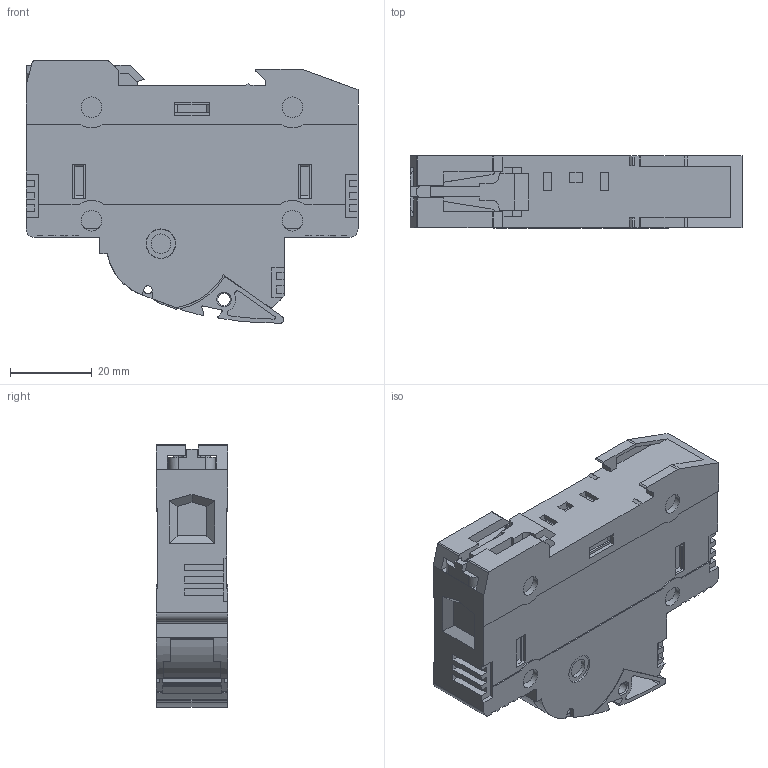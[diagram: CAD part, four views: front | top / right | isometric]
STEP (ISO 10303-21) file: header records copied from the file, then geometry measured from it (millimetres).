
FILE_DESCRIPTION (( 'STEP AP214' ), '1' );
FILE_NAME ('1ð.STEP', '2025-01-16T11:32:13', ( '' ), ( '' ), 'SwSTEP 2.0', 'SolidWorks 2022', '' );
FILE_SCHEMA (( 'AUTOMOTIVE_DESIGN' ));
Length unit declared in the file: millimetre
Products named in the file (1): 1р
Bounding box: 81 x 17.5 x 63.97 mm (x, y, z)
Volume: 63135.8 mm3; surface area: 19180 mm2
Topology: 1 solids, 24 shells, 1069 faces, 2740 edges, 1752 vertices
Faces by surface type: plane 610, cylinder 376, bspline 40, torus 25, cone 10, sphere 8
Entity records: 46145 total; most frequent: CARTESIAN_POINT 8353, ORIENTED_EDGE 5464, DIRECTION 5358, EDGE_CURVE 2732, AXIS2_PLACEMENT_3D 1793, VECTOR 1772, LINE 1772, VERTEX_POINT 1752
